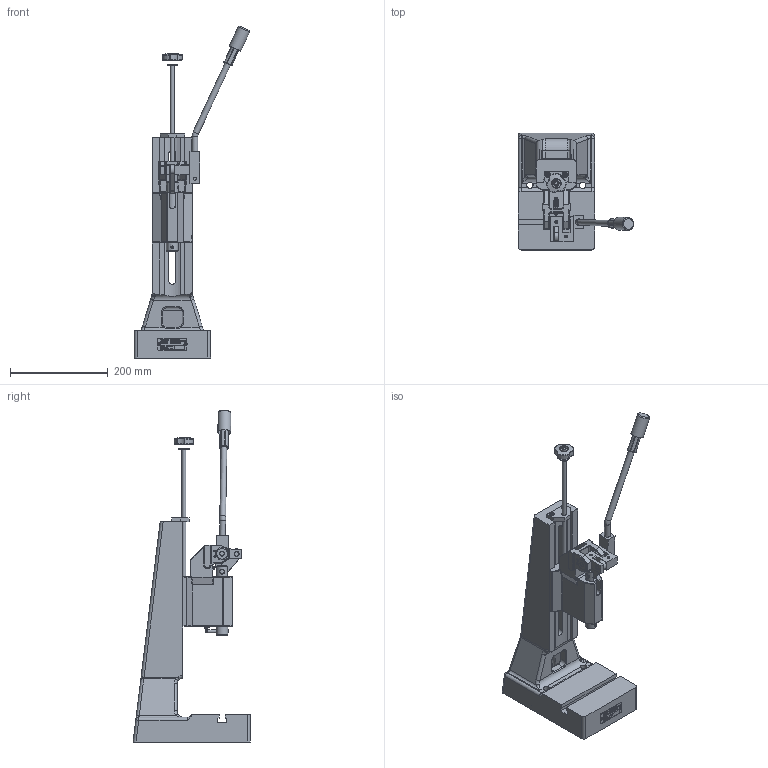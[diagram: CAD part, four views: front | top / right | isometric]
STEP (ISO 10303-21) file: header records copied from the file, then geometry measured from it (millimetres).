
FILE_DESCRIPTION(/* description */ ('EP 750-40'),/* implementation_level */ '2;1');
FILE_NAME(/* name */ 'EP_0750_040.stp',/* time_stamp */ '2021-09-13T11:11:07+02:00',/* author */ ('RFinsterle'),/* organization */ (''),/* preprocessor_version */ 'ST-DEVELOPER v17',/* originating_system */ 'Autodesk Inventor 2018',/* authorisation */ '');
FILE_SCHEMA (('AUTOMOTIVE_DESIGN { 1 0 10303 214 3 1 1 }'));
Products named in the file (5): ENG-000135_V; ENG-000418_V; ENG-000126-1_V; ENG-000035; ENG-000755
Assembly tree (5 placements, depth 2):
  ENG-000135_V
    ENG-000418_V
    ENG-000126-1_V
    ENG-000035
    ENG-000755  x2
Bounding box: 236.43 x 240.49 x 677.99 mm (x, y, z)
Volume: 3054708.9 mm3; surface area: 495264.5 mm2
Topology: 6 solids, 20 shells, 5352 faces, 14775 edges, 9649 vertices
Faces by surface type: plane 3046, bspline 1550, cylinder 426, torus 129, cone 110, sphere 91
Full cylindrical faces by diameter (mm): 1 x2, 2.4 x1, 2.5 x2, 3 x7, 3.15 x1, 3.242 x2, 3.3 x2, 4 x2, 4.917 x16, 5 x3, 6 x25, 6.5 x2, 6.647 x2, 8 x5, 9 x1, 9.5 x1, 9.98 x2, 10 x6, 10.02 x4, 10.03 x4, 11 x3, 11.98 x2, 12 x4, 13 x5, 15 x1, 18 x2, 24 x1, 26 x1, 40 x2
Entity records: 193656 total; most frequent: CARTESIAN_POINT 61994, ORIENTED_EDGE 29294, DIRECTION 20511, EDGE_CURVE 14647, LINE 9997, VECTOR 9997, VERTEX_POINT 9634, EDGE_LOOP 5719
